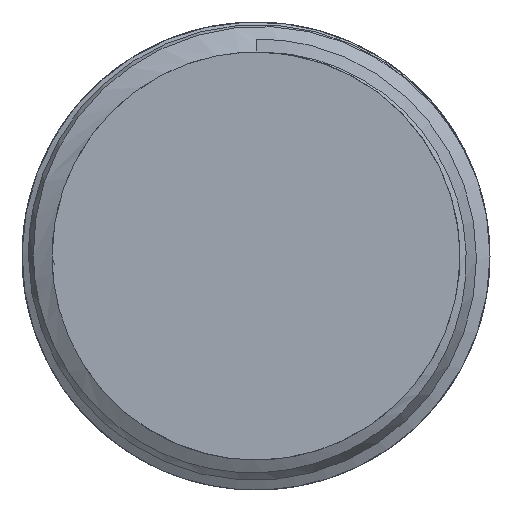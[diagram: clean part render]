
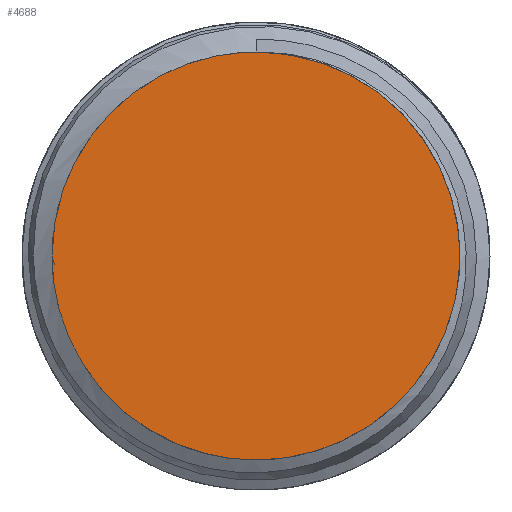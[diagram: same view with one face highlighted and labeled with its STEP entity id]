
A CAD part, left-side view. The second image highlights one B-rep face of the part: STEP entity #4688.
In plain terms, the highlighted free-form (B-spline) face has degree [1, 1] with [2, 2] control points.
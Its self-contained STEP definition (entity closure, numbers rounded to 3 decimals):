
#3596=CARTESIAN_POINT('',(-19.,5.3,0.));
#3597=VERTEX_POINT('',#3596);
#3603=CARTESIAN_POINT('',(-19.,5.3,0.));
#3604=CARTESIAN_POINT('',(-19.,5.3,5.3));
#3605=CARTESIAN_POINT('',(-19.,0.,5.3));
#3606=CARTESIAN_POINT('',(-19.,-5.3,5.3));
#3607=CARTESIAN_POINT('',(-19.,-5.3,0.));
#3608=CARTESIAN_POINT('',(-19.,-5.3,-5.3));
#3609=CARTESIAN_POINT('',(-19.,0.,-5.3));
#3610=CARTESIAN_POINT('',(-19.,5.3,-5.3));
#3611=CARTESIAN_POINT('',(-19.,5.3,0.));
#3612=(BOUNDED_CURVE()B_SPLINE_CURVE(2,(#3603,#3604,#3605,#3606,#3607,#3608,#3609,#3610,#3611),.CIRCULAR_ARC.,.T.,.U.)B_SPLINE_CURVE_WITH_KNOTS((3,2,2,2,3),(0.,0.25,0.5,0.75,1.),.UNSPECIFIED.)CURVE()GEOMETRIC_REPRESENTATION_ITEM()RATIONAL_B_SPLINE_CURVE((1.,0.707,1.,0.707,1.,0.707,1.,0.707,1.))REPRESENTATION_ITEM(''));
#3613=EDGE_CURVE('',#3597,#3597,#3612,.T.);
#4680=CARTESIAN_POINT('',(-19.,-5.83,5.83));
#4681=CARTESIAN_POINT('',(-19.,5.83,5.83));
#4682=CARTESIAN_POINT('',(-19.,-5.83,-5.83));
#4683=CARTESIAN_POINT('',(-19.,5.83,-5.83));
#4684=B_SPLINE_SURFACE_WITH_KNOTS('',1,1,((#4680,#4681),(#4682,#4683)),.PLANE_SURF.,.F.,.F.,.U.,(2,2),(2,2),(0.,1.),(0.,1.),.UNSPECIFIED.);
#4685=ORIENTED_EDGE('',*,*,#3613,.T.);
#4686=EDGE_LOOP('',(#4685));
#4687=FACE_OUTER_BOUND('',#4686,.F.);
#4688=ADVANCED_FACE('',(#4687),#4684,.F.);
